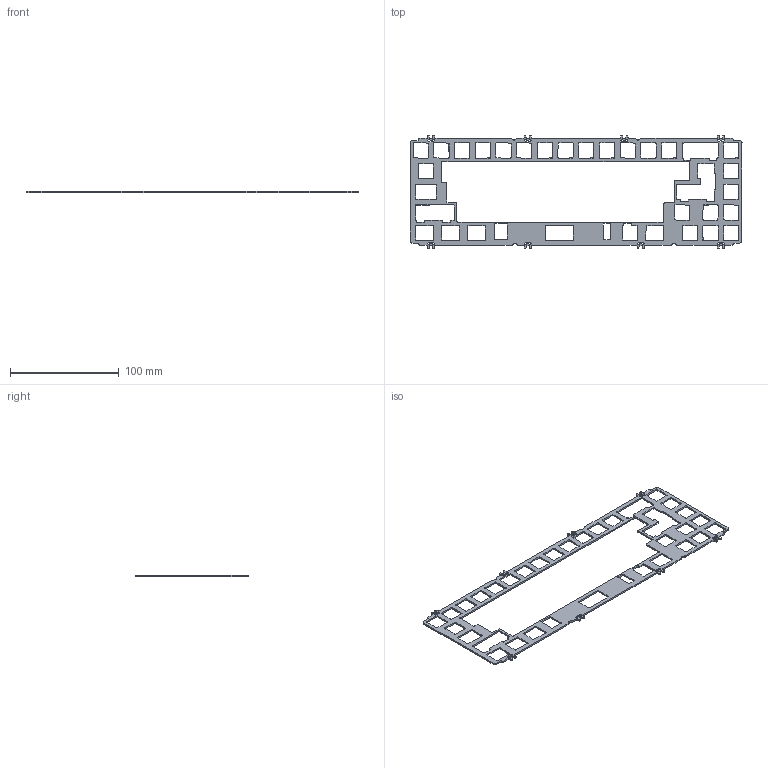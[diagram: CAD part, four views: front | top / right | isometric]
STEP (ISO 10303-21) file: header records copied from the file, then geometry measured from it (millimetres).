
FILE_DESCRIPTION(/* description */ (''),/* implementation_level */ '2;1');
FILE_NAME(/* name */ '半钢定~1',/* time_stamp */ '2023-10-30T16:28:55+08:00',/* author */ (''),/* organization */ (''),/* preprocessor_version */ 'ST-DEVELOPER v16.5',/* originating_system */ '',/* authorisation */ '');
FILE_SCHEMA (('CONFIG_CONTROL_DESIGN'));
Length unit declared in the file: millimetre
Products named in the file (1): Document
Bounding box: 304.76 x 104.45 x 1.5 mm (x, y, z)
Volume: 18761.3 mm3; surface area: 23932.2 mm2
Topology: 1 solids, 1 shells, 92 faces, 270 edges, 180 vertices
Faces by surface type: bspline 90, plane 2
Entity records: 7925 total; most frequent: CARTESIAN_POINT 6292, ORIENTED_EDGE 540, EDGE_CURVE 270, EDGE_LOOP 180, VERTEX_POINT 180, ADVANCED_FACE 92, FACE_OUTER_BOUND 92, B_SPLINE_CURVE_WITH_KNOTS 92
